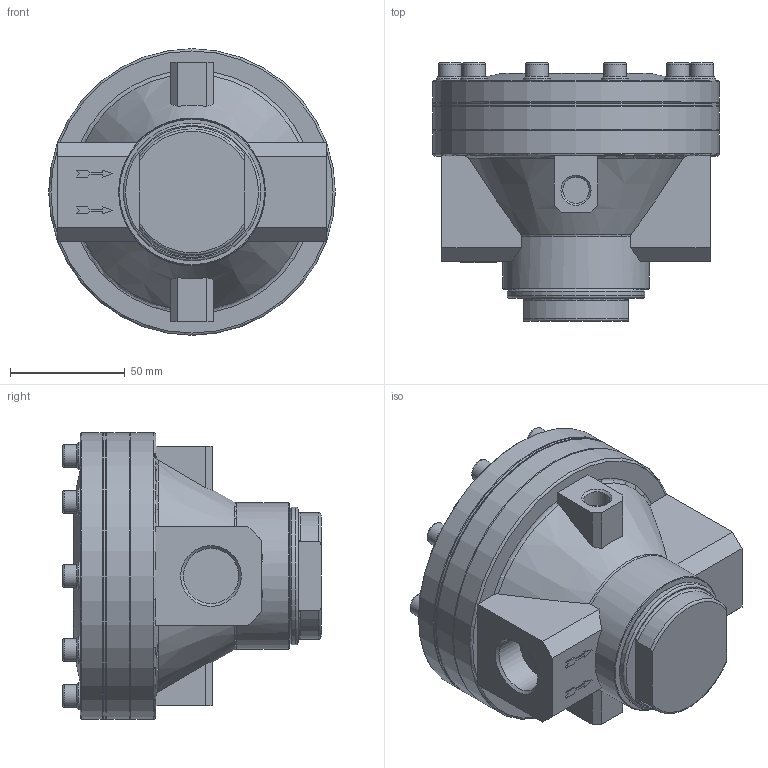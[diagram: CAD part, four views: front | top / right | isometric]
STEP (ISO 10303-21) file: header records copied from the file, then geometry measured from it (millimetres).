
FILE_DESCRIPTION( ( 'STEP AP214' ), ' ' );
FILE_NAME( '9.1554.00.100.0V.stp', '2017-01-20T15:41:50', ( '' ), ( '' ), ' ', 'PARTsolutions', ' ' );
FILE_SCHEMA( ( 'AUTOMOTIVE_DESIGN { 1 0 10303 214 1 1 1 1 }' ) );
Length unit declared in the file: millimetre
Products named in the file (2): 9.1554.00.100.0V; _637.302(00)-1
Assembly tree (1 placements, depth 2):
  9.1554.00.100.0V
    _637.302(00)-1
Bounding box: 125 x 112.6 x 125 mm (x, y, z)
Volume: 806223.9 mm3; surface area: 62950.7 mm2
Topology: 1 solids, 1 shells, 249 faces, 572 edges, 369 vertices
Faces by surface type: plane 170, cylinder 32, torus 25, cone 22
Full cylindrical faces by diameter (mm): 10 x10, 11.445 x2, 12 x10, 24.117 x2, 60 x1, 64 x1, 125 x4
Entity records: 8790 total; most frequent: CARTESIAN_POINT 1345, DIRECTION 1110, ORIENTED_EDGE 1002, EDGE_CURVE 501, AXIS2_PLACEMENT_3D 386, VERTEX_POINT 363, EDGE_LOOP 358, LINE 338
